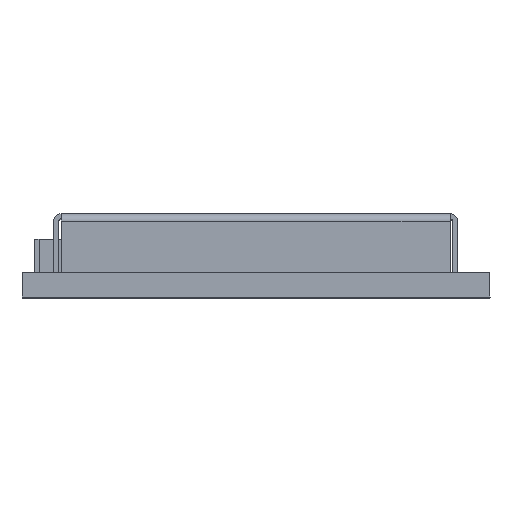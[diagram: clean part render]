
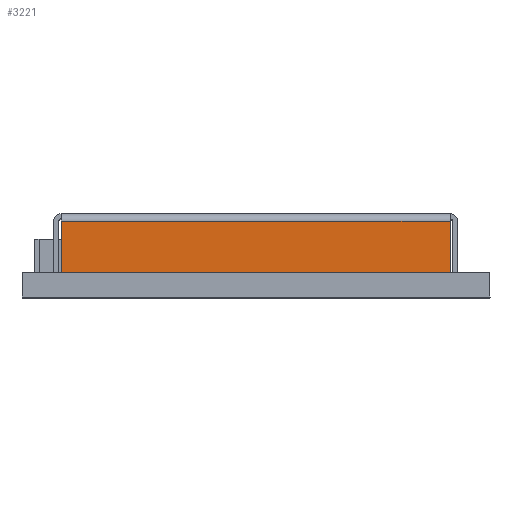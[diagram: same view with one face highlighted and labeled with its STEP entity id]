
A CAD part, top view. The second image highlights one B-rep face of the part: STEP entity #3221.
In plain terms, the highlighted planar face has unit normal (0, 0, 1).
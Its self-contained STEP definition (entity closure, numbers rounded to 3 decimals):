
#304 = DIRECTION ( 'NONE',  ( 0., -1., 0. ) ) ;
#812 = CARTESIAN_POINT ( 'NONE',  ( -8.265, 3.1, 12.29 ) ) ;
#923 = EDGE_CURVE ( 'NONE', #6899, #20539, #13101, .T. ) ;
#1756 = CARTESIAN_POINT ( 'NONE',  ( -7.965, 1., 12.29 ) ) ;
#2225 = PLANE ( 'NONE',  #15425 ) ;
#2571 = CARTESIAN_POINT ( 'NONE',  ( 7.935, 1., 12.29 ) ) ;
#2769 = LINE ( 'NONE', #4012, #20093 ) ;
#3221 = ADVANCED_FACE ( 'NONE', ( #10637 ), #2225, .F. ) ;
#3796 = EDGE_CURVE ( 'NONE', #20295, #5977, #5737, .T. ) ;
#4012 = CARTESIAN_POINT ( 'NONE',  ( -8.265, 1., 12.29 ) ) ;
#5065 = ORIENTED_EDGE ( 'NONE', *, *, #3796, .T. ) ;
#5367 = CARTESIAN_POINT ( 'NONE',  ( -7.965, 3.4, 12.29 ) ) ;
#5386 = DIRECTION ( 'NONE',  ( 0., 0., -1. ) ) ;
#5688 = EDGE_CURVE ( 'NONE', #6899, #20295, #17385, .T. ) ;
#5737 = LINE ( 'NONE', #5367, #17616 ) ;
#5977 = VERTEX_POINT ( 'NONE', #1756 ) ;
#6821 = DIRECTION ( 'NONE',  ( 0., -1., 0. ) ) ;
#6899 = VERTEX_POINT ( 'NONE', #13496 ) ;
#8707 = VECTOR ( 'NONE', #6821, 1000. ) ;
#8835 = CARTESIAN_POINT ( 'NONE',  ( -8.265, 3.4, 12.29 ) ) ;
#10215 = ORIENTED_EDGE ( 'NONE', *, *, #5688, .T. ) ;
#10410 = DIRECTION ( 'NONE',  ( 1., 0., 0. ) ) ;
#10637 = FACE_OUTER_BOUND ( 'NONE', #12046, .T. ) ;
#12046 = EDGE_LOOP ( 'NONE', ( #14778, #21003, #10215, #5065 ) ) ;
#13101 = LINE ( 'NONE', #18183, #8707 ) ;
#13496 = CARTESIAN_POINT ( 'NONE',  ( 7.935, 3.1, 12.29 ) ) ;
#13896 = DIRECTION ( 'NONE',  ( -1., 0., 0. ) ) ;
#14778 = ORIENTED_EDGE ( 'NONE', *, *, #20356, .T. ) ;
#15063 = VECTOR ( 'NONE', #15756, 1000. ) ;
#15425 = AXIS2_PLACEMENT_3D ( 'NONE', #8835, #5386, #13896 ) ;
#15756 = DIRECTION ( 'NONE',  ( -1., 0., 0. ) ) ;
#17385 = LINE ( 'NONE', #812, #15063 ) ;
#17616 = VECTOR ( 'NONE', #304, 1000. ) ;
#18183 = CARTESIAN_POINT ( 'NONE',  ( 7.935, 3.4, 12.29 ) ) ;
#18533 = CARTESIAN_POINT ( 'NONE',  ( -7.965, 3.1, 12.29 ) ) ;
#20093 = VECTOR ( 'NONE', #10410, 1000. ) ;
#20295 = VERTEX_POINT ( 'NONE', #18533 ) ;
#20356 = EDGE_CURVE ( 'NONE', #5977, #20539, #2769, .T. ) ;
#20539 = VERTEX_POINT ( 'NONE', #2571 ) ;
#21003 = ORIENTED_EDGE ( 'NONE', *, *, #923, .F. ) ;
